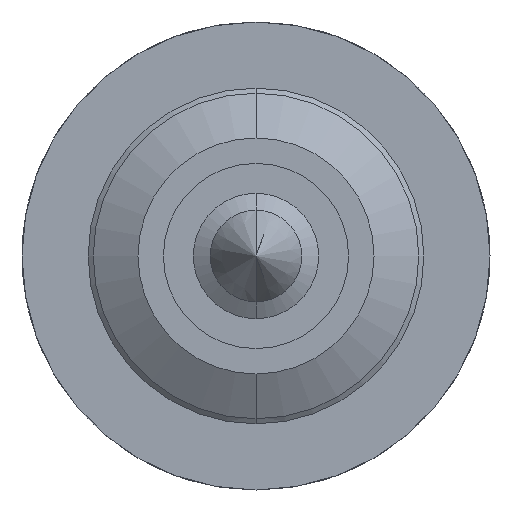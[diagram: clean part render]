
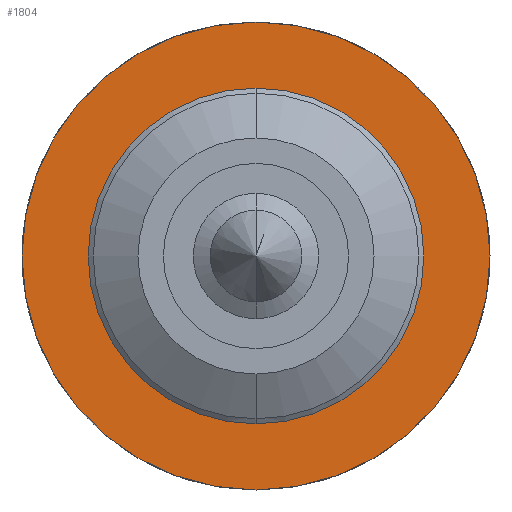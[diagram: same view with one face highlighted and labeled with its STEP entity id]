
A CAD part, front view. The second image highlights one B-rep face of the part: STEP entity #1804.
In plain terms, the highlighted planar face has unit normal (0, -1, 0).
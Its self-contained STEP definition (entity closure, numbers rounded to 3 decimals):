
#18 = DIRECTION ( 'NONE',  ( 0., 1., 0. ) ) ;
#32 = CARTESIAN_POINT ( 'NONE',  ( 1.15, -2., 0. ) ) ;
#66 = VERTEX_POINT ( 'NONE', #2400 ) ;
#86 = DIRECTION ( 'NONE',  ( 0., 0., 1. ) ) ;
#318 = DIRECTION ( 'NONE',  ( 0., 0., 1. ) ) ;
#466 = AXIS2_PLACEMENT_3D ( 'NONE', #32, #4174, #3841 ) ;
#553 = VERTEX_POINT ( 'NONE', #2118 ) ;
#558 = DIRECTION ( 'NONE',  ( 0., 1., 0. ) ) ;
#706 = CARTESIAN_POINT ( 'NONE',  ( 0., -2., 0. ) ) ;
#1108 = EDGE_CURVE ( 'Defeature ausgef�hrt2_6+Defeature ausgef�hrt2_4+Defeature ausgef�hrt2_4+Defeature ausgef�hrt2_4', #3988, #553, #2627, .T. ) ;
#1220 = ORIENTED_EDGE ( 'NONE', *, *, #2038, .T. ) ;
#1232 = CARTESIAN_POINT ( 'NONE',  ( 0., -2., 0. ) ) ;
#1326 = CARTESIAN_POINT ( 'NONE',  ( 0., -2., 0. ) ) ;
#1381 = CARTESIAN_POINT ( 'NONE',  ( 0., -2., -0.825 ) ) ;
#1484 = EDGE_LOOP ( 'NONE', ( #2212, #1734 ) ) ;
#1510 = VERTEX_POINT ( 'NONE', #3618 ) ;
#1535 = AXIS2_PLACEMENT_3D ( 'NONE', #1326, #1653, #318 ) ;
#1646 = FACE_OUTER_BOUND ( 'NONE', #1484, .T. ) ;
#1653 = DIRECTION ( 'NONE',  ( 0., 1., 0. ) ) ;
#1734 = ORIENTED_EDGE ( 'NONE', *, *, #4362, .F. ) ;
#1804 = ADVANCED_FACE ( 'Defeature ausgef�hrt2_6', ( #1646, #3314 ), #2770, .F. ) ;
#2038 = EDGE_CURVE ( 'Defeature ausgef�hrt2_6+Defeature ausgef�hrt2_4+Defeature ausgef�hrt2_4+Defeature ausgef�hrt2_4', #553, #3988, #2348, .T. ) ;
#2074 = CARTESIAN_POINT ( 'NONE',  ( 0., -2., 0. ) ) ;
#2104 = CIRCLE ( 'NONE', #1535, 1.15 ) ;
#2118 = CARTESIAN_POINT ( 'NONE',  ( 0., -2., 0.825 ) ) ;
#2128 = AXIS2_PLACEMENT_3D ( 'NONE', #706, #3118, #3796 ) ;
#2139 = AXIS2_PLACEMENT_3D ( 'NONE', #1232, #558, #3602 ) ;
#2212 = ORIENTED_EDGE ( 'NONE', *, *, #3192, .F. ) ;
#2348 = CIRCLE ( 'NONE', #2139, 0.825 ) ;
#2400 = CARTESIAN_POINT ( 'NONE',  ( 0., -2., 1.15 ) ) ;
#2627 = CIRCLE ( 'NONE', #2128, 0.825 ) ;
#2770 = PLANE ( 'NONE',  #466 ) ;
#2772 = EDGE_LOOP ( 'NONE', ( #1220, #3934 ) ) ;
#3118 = DIRECTION ( 'NONE',  ( 0., 1., 0. ) ) ;
#3192 = EDGE_CURVE ( 'Defeature ausgef�hrt2_5+Defeature ausgef�hrt2_6+Defeature ausgef�hrt2_6+Defeature ausgef�hrt2_6', #66, #1510, #3770, .T. ) ;
#3314 = FACE_BOUND ( 'NONE', #2772, .T. ) ;
#3491 = AXIS2_PLACEMENT_3D ( 'NONE', #2074, #18, #86 ) ;
#3602 = DIRECTION ( 'NONE',  ( 0., 0., 1. ) ) ;
#3618 = CARTESIAN_POINT ( 'NONE',  ( 0., -2., -1.15 ) ) ;
#3770 = CIRCLE ( 'NONE', #3491, 1.15 ) ;
#3796 = DIRECTION ( 'NONE',  ( 0., 0., 1. ) ) ;
#3841 = DIRECTION ( 'NONE',  ( 0., 0., 1. ) ) ;
#3934 = ORIENTED_EDGE ( 'NONE', *, *, #1108, .T. ) ;
#3988 = VERTEX_POINT ( 'NONE', #1381 ) ;
#4174 = DIRECTION ( 'NONE',  ( 0., 1., 0. ) ) ;
#4362 = EDGE_CURVE ( 'Defeature ausgef�hrt2_5+Defeature ausgef�hrt2_6+Defeature ausgef�hrt2_6+Defeature ausgef�hrt2_6', #1510, #66, #2104, .T. ) ;
